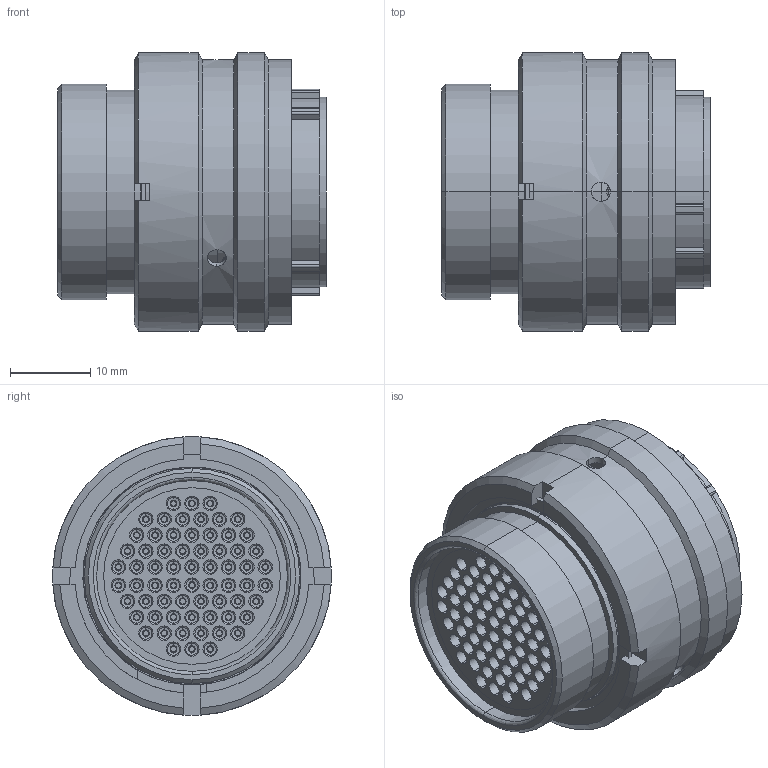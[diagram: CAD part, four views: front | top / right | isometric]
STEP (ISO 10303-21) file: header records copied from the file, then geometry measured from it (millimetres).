
FILE_DESCRIPTION (( 'STEP AP203' ), '1' );
FILE_NAME ('AS618-35SA.STEP', '2015-08-06T12:48:34', ( 'TE Connectivity' ), ( 'TE Connectivity' ), 'SwSTEP 2.0', 'SolidWorks 2014', '' );
FILE_SCHEMA (( 'CONFIG_CONTROL_DESIGN' ));
Length unit declared in the file: millimetre
Products named in the file (1): AS618-35SA
Bounding box: 33.37 x 34.7 x 34.7 mm (x, y, z)
Volume: 16972.8 mm3; surface area: 23372.7 mm2
Topology: 8 solids, 8 shells, 2030 faces, 4996 edges, 3056 vertices
Faces by surface type: plane 567, bspline 545, cylinder 491, cone 427
Entity records: 76720 total; most frequent: CARTESIAN_POINT 32096, ORIENTED_EDGE 9988, DIRECTION 8579, EDGE_CURVE 4994, AXIS2_PLACEMENT_3D 3647, VERTEX_POINT 3056, EDGE_LOOP 2384, CIRCLE 2161
